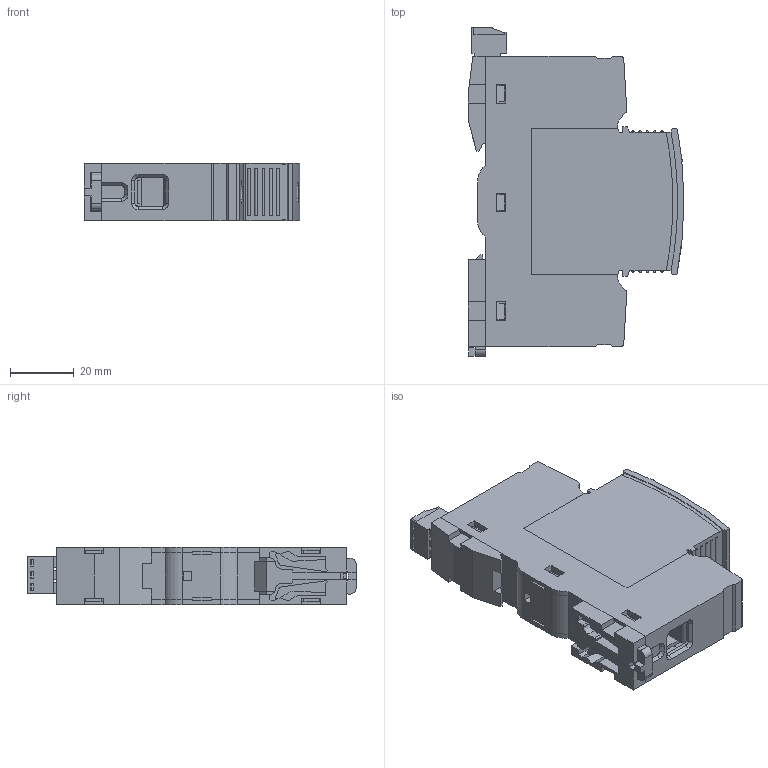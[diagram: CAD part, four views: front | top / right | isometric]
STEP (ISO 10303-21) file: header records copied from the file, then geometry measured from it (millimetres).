
FILE_DESCRIPTION (( 'STEP AP203' ), '1' );
FILE_NAME ('opv-b(c-d)1.ÃÌ Îãðàíè÷èòåëü èìïóëüñíûõ íàïðÿæåíèé ñ ñèãíàëèçàöèåé EKF PROxima.STEP', '2025-03-12T12:21:07', ( '' ), ( '' ), 'SwSTEP 2.0', 'SolidWorks 2021', '' );
FILE_SCHEMA (( 'CONFIG_CONTROL_DESIGN' ));
Length unit declared in the file: millimetre
Products named in the file (1): opv-b(c-d)1.ÃÌ Îãðàíè÷èòåëü èìïóëüñíûõ íàïðÿæåíèé ñ ñèãíàëèçàöèåé EKF PROxima
Bounding box: 68 x 103.5 x 18 mm (x, y, z)
Volume: 85689.7 mm3; surface area: 36315 mm2
Topology: 31 solids, 31 shells, 1401 faces, 3590 edges, 2313 vertices
Faces by surface type: plane 1054, cylinder 277, cone 40, torus 30
Entity records: 42224 total; most frequent: CARTESIAN_POINT 7757, ORIENTED_EDGE 7180, DIRECTION 6949, EDGE_CURVE 3590, VECTOR 2839, LINE 2839, VERTEX_POINT 2313, AXIS2_PLACEMENT_3D 2055
